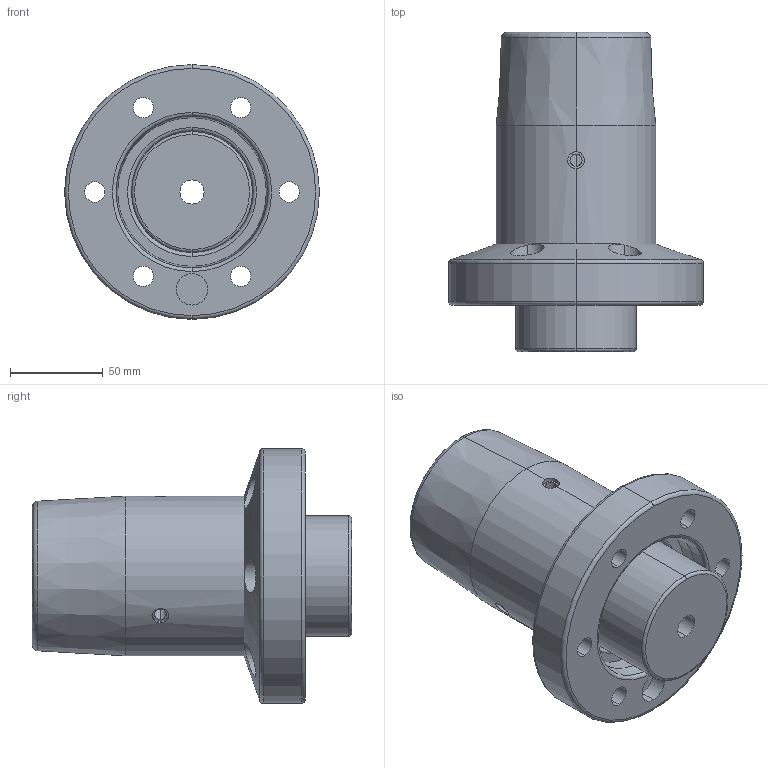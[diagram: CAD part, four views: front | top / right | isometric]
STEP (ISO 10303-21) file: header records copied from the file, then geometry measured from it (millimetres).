
FILE_DESCRIPTION (( 'STEP AP214' ), '1' );
FILE_NAME ('CPB-16CA5.STEP', '2020-04-27T06:48:34', ( 'COSH' ), ( '' ), 'SwSTEP 2.0', 'SolidWorks 2016', '' );
FILE_SCHEMA (( 'AUTOMOTIVE_DESIGN' ));
Length unit declared in the file: millimetre
Products named in the file (1): CPB-16CA5
Bounding box: 137.2 x 171.88 x 137.2 mm (x, y, z)
Volume: 889259.4 mm3; surface area: 128846.8 mm2
Topology: 2 solids, 2 shells, 117 faces, 258 edges, 160 vertices
Faces by surface type: cylinder 64, plane 21, torus 20, cone 12
Entity records: 5531 total; most frequent: CARTESIAN_POINT 1493, DIRECTION 618, ORIENTED_EDGE 516, AXIS2_PLACEMENT_3D 270, EDGE_CURVE 258, VERTEX_POINT 160, EDGE_LOOP 154, CIRCLE 152
